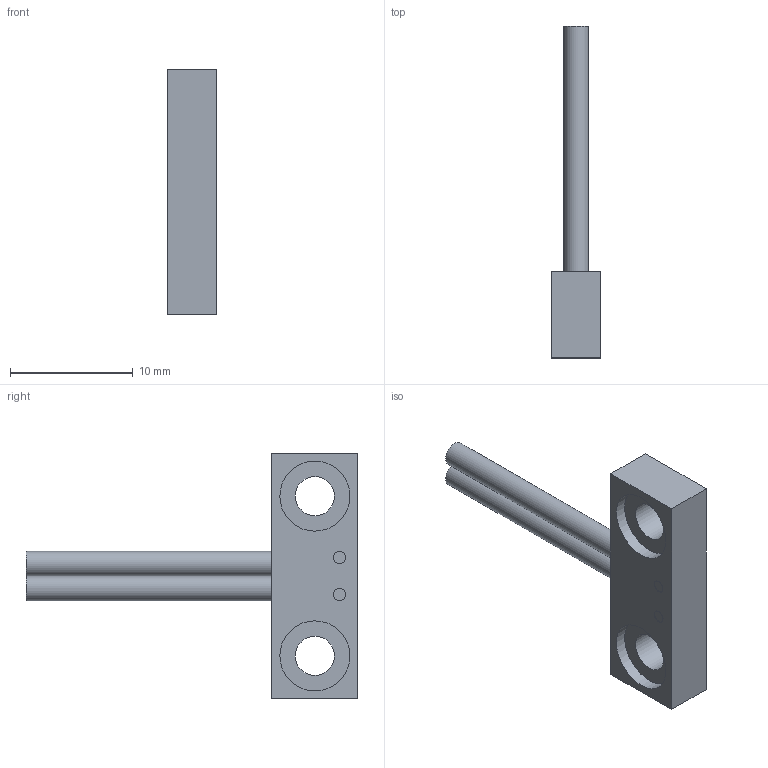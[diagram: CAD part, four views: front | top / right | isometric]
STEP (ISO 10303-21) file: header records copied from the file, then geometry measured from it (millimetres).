
FILE_DESCRIPTION(/* description */ (''),/* implementation_level */ '2;1');
FILE_NAME(/* name */ 'EX-FD42.stp',/* time_stamp */ '2023-04-10T10:16:12+08:00',/* author */ (''),/* organization */ (''),/* preprocessor_version */ 'ST-DEVELOPER v16.7',/* originating_system */ 'SIEMENS PLM Software NX 12.0',/* authorisation */ '');
FILE_SCHEMA (('AUTOMOTIVE_DESIGN { 1 0 10303 214 3 1 1 1 }'));
Length unit declared in the file: millimetre
Products named in the file (1): EX-FD42
Bounding box: 4 x 27 x 20 mm (x, y, z)
Volume: 588 mm3; surface area: 810.8 mm2
Topology: 1 solids, 1 shells, 20 faces, 36 edges, 24 vertices
Faces by surface type: plane 12, cylinder 8
Full cylindrical faces by diameter (mm): 1 x2, 2 x2, 3.2 x2, 5.7 x2
Entity records: 488 total; most frequent: DIRECTION 86, CARTESIAN_POINT 73, ORIENTED_EDGE 56, EDGE_LOOP 38, AXIS2_PLACEMENT_3D 37, FACE_BOUND 31, EDGE_CURVE 28, VERTEX_POINT 24
